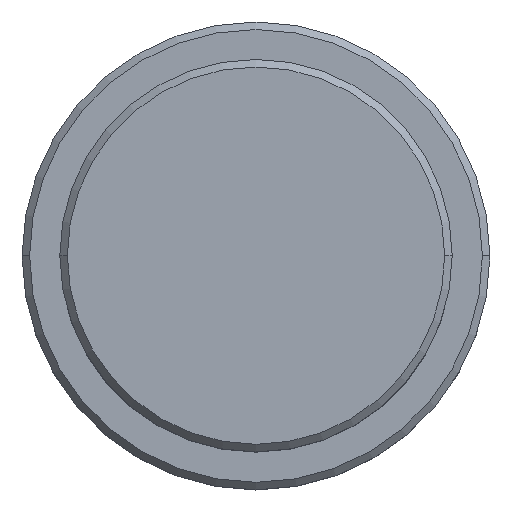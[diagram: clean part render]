
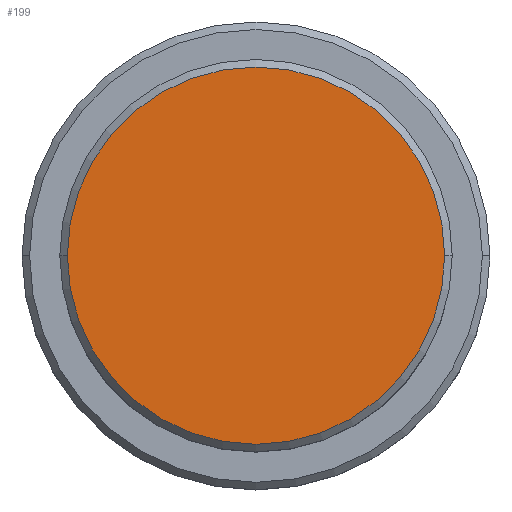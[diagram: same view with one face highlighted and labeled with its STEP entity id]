
A CAD part, top view. The second image highlights one B-rep face of the part: STEP entity #199.
In plain terms, the highlighted planar face has unit normal (0, 0, 1).
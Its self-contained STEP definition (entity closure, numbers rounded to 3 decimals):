
#14 = EDGE_CURVE ( 'NONE', #879, #689, #658, .T. ) ;
#70 = CARTESIAN_POINT ( 'NONE',  ( 0., 0., 0. ) ) ;
#199 = ADVANCED_FACE ( 'NONE', ( #215 ), #861, .T. ) ;
#215 = FACE_OUTER_BOUND ( 'NONE', #461, .T. ) ;
#228 = AXIS2_PLACEMENT_3D ( 'NONE', #484, #1370, #606 ) ;
#383 = CIRCLE ( 'NONE', #228, 12.5 ) ;
#461 = EDGE_LOOP ( 'NONE', ( #1307, #1223 ) ) ;
#475 = CARTESIAN_POINT ( 'NONE',  ( 12.5, 0., 0. ) ) ;
#484 = CARTESIAN_POINT ( 'NONE',  ( 0., 0., 0. ) ) ;
#606 = DIRECTION ( 'NONE',  ( 1., 0., 0. ) ) ;
#620 = CARTESIAN_POINT ( 'NONE',  ( -12.5, 0., 0. ) ) ;
#658 = CIRCLE ( 'NONE', #835, 12.5 ) ;
#689 = VERTEX_POINT ( 'NONE', #475 ) ;
#786 = EDGE_CURVE ( 'NONE', #689, #879, #383, .T. ) ;
#835 = AXIS2_PLACEMENT_3D ( 'NONE', #70, #1049, #931 ) ;
#861 = PLANE ( 'NONE',  #950 ) ;
#879 = VERTEX_POINT ( 'NONE', #620 ) ;
#931 = DIRECTION ( 'NONE',  ( 1., 0., 0. ) ) ;
#950 = AXIS2_PLACEMENT_3D ( 'NONE', #976, #1204, #1312 ) ;
#976 = CARTESIAN_POINT ( 'NONE',  ( 0., 0., 0. ) ) ;
#1049 = DIRECTION ( 'NONE',  ( 0., 0., 1. ) ) ;
#1204 = DIRECTION ( 'NONE',  ( 0., 0., 1. ) ) ;
#1223 = ORIENTED_EDGE ( 'NONE', *, *, #786, .T. ) ;
#1307 = ORIENTED_EDGE ( 'NONE', *, *, #14, .T. ) ;
#1312 = DIRECTION ( 'NONE',  ( 1., 0., 0. ) ) ;
#1370 = DIRECTION ( 'NONE',  ( 0., 0., 1. ) ) ;
